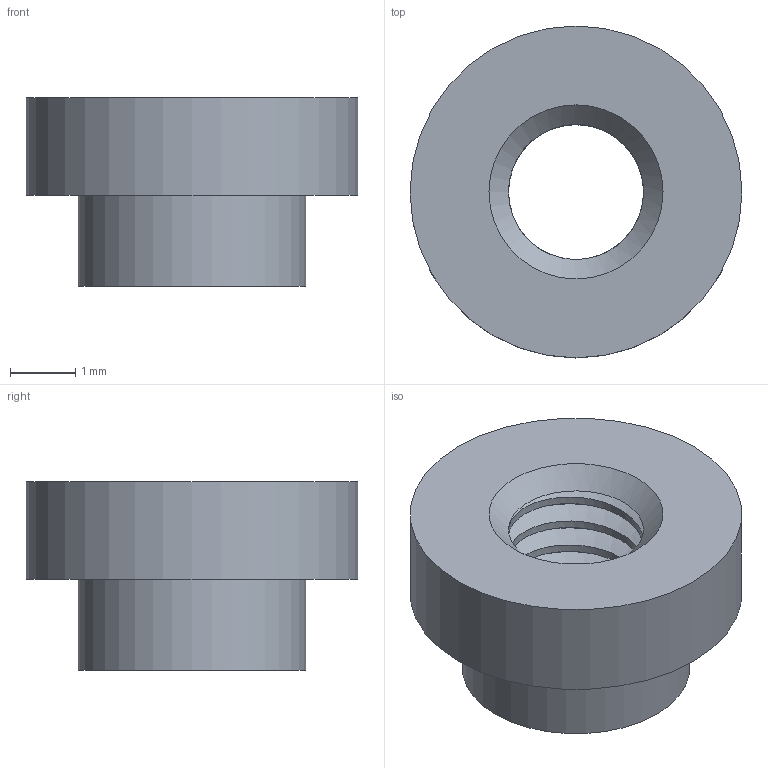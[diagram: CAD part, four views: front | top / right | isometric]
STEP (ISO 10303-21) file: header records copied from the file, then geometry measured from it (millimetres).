
FILE_DESCRIPTION(/* description */ (''),/* implementation_level */ '2;1');
FILE_NAME(/* name */ '9774015151R.step',/* time_stamp */ '2023-10-16T23:26:20+08:00',/* author */ (''),/* organization */ (''),/* preprocessor_version */ 'ST-DEVELOPER v20',/* originating_system */ 'Autodesk Translation Framework v12.14.0.127',/* authorisation */ '');
FILE_SCHEMA (('AUTOMOTIVE_DESIGN { 1 0 10303 214 3 1 1 }'));
Length unit declared in the file: millimetre
Products named in the file (1): 9774015151R
Bounding box: 5.1 x 5.1 x 2.9 mm (x, y, z)
Volume: 32.1 mm3; surface area: 105.4 mm2
Topology: 1 solids, 1 shells, 23 faces, 57 edges, 37 vertices
Faces by surface type: cylinder 16, plane 4, bspline 2, cone 1
Full cylindrical faces by diameter (mm): 2.075 x3, 2.58 x2, 3.5 x1, 5.1 x1
Entity records: 1662 total; most frequent: CARTESIAN_POINT 1133, ORIENTED_EDGE 114, DIRECTION 81, EDGE_CURVE 57, VERTEX_POINT 37, AXIS2_PLACEMENT_3D 33, B_SPLINE_CURVE_WITH_KNOTS 31, EDGE_LOOP 26
